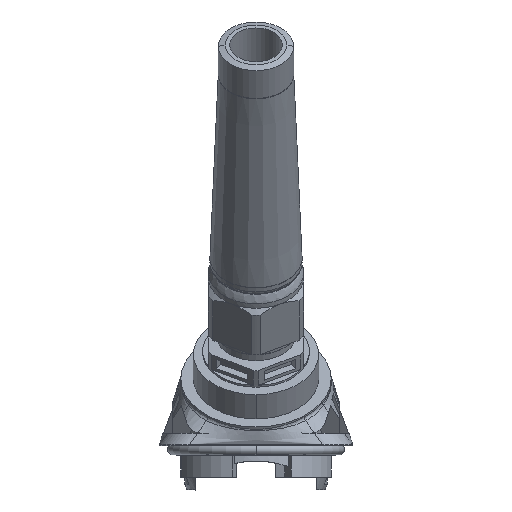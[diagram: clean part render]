
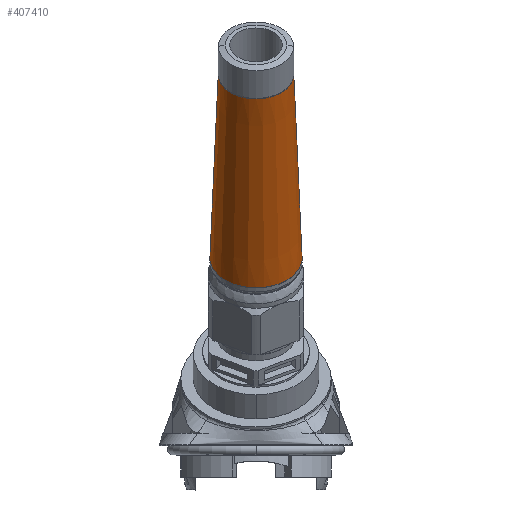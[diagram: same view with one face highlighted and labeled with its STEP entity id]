
A CAD part, front view. The second image highlights one B-rep face of the part: STEP entity #407410.
In plain terms, the highlighted conical face has half-angle 2 degrees and reference radius 11.665 mm.
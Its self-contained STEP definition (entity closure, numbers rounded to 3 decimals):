
#397720=CARTESIAN_POINT('',(43.635,34.809,
124.529));
#397730=VERTEX_POINT('',#397720);
#397820=CARTESIAN_POINT('',(43.635,11.514,
124.529));
#397830=VERTEX_POINT('',#397820);
#397860=CARTESIAN_POINT('',(43.635,23.161,
124.529));
#397870=DIRECTION('',(0.,0.,
-1.));
#397880=DIRECTION('',(0.,-1.,
0.));
#397890=AXIS2_PLACEMENT_3D('',#397860,#397870,#397880);
#397900=CIRCLE('',#397890,11.648);
#398130=CARTESIAN_POINT('',(43.635,11.496,
124.029));
#398140=DIRECTION('',(0.,-0.035,
-0.999));
#398150=VECTOR('',#398140,334.246);
#398160=LINE('',#398130,#398150);
#398170=CARTESIAN_POINT('',(43.635,13.625,
184.983));
#398180=VERTEX_POINT('',#398170);
#398190=EDGE_CURVE('',#398180,#397830,#398160,.T.);
#398210=CARTESIAN_POINT('',(43.635,23.161,
184.983));
#398220=DIRECTION('',(0.,0.,
1.));
#398230=DIRECTION('',(0.,1.,
0.));
#398240=AXIS2_PLACEMENT_3D('',#398210,#398220,#398230);
#398250=CIRCLE('',#398240,9.536);
#398260=CARTESIAN_POINT('',(43.635,32.698,
184.983));
#398270=VERTEX_POINT('',#398260);
#398300=CARTESIAN_POINT('',(43.635,34.826,
124.029));
#398310=DIRECTION('',(0.,0.035,
-0.999));
#398320=VECTOR('',#398310,334.246);
#398330=LINE('',#398300,#398320);
#398340=EDGE_CURVE('',#398270,#397730,#398330,.T.);
#407240=CARTESIAN_POINT('',(43.635,23.161,
124.029));
#407250=DIRECTION('',(0.,0.,
-1.));
#407260=DIRECTION('',(0.,-1.,
0.));
#407270=AXIS2_PLACEMENT_3D('',#407240,#407250,#407260);
#407280=CONICAL_SURFACE('',#407270,11.665,0.035);
#407290=CARTESIAN_POINT('',(34.099,23.161,
184.983));
#407300=VERTEX_POINT('',#407290);
#407310=EDGE_CURVE('',#407300,#398180,#398250,.T.);
#407320=ORIENTED_EDGE('',*,*,#407310,.F.);
#407330=ORIENTED_EDGE('',*,*,#398190,.F.);
#407340=EDGE_CURVE('',#397830,#397730,#397900,.T.);
#407350=ORIENTED_EDGE('',*,*,#407340,.F.);
#407360=ORIENTED_EDGE('',*,*,#398340,.T.);
#407370=EDGE_CURVE('',#398270,#407300,#398250,.T.);
#407380=ORIENTED_EDGE('',*,*,#407370,.F.);
#407390=EDGE_LOOP('',(#407380,#407360,#407350,#407330,#407320));
#407400=FACE_OUTER_BOUND('',#407390,.T.);
#407410=ADVANCED_FACE('',(#407400),#407280,.T.);
